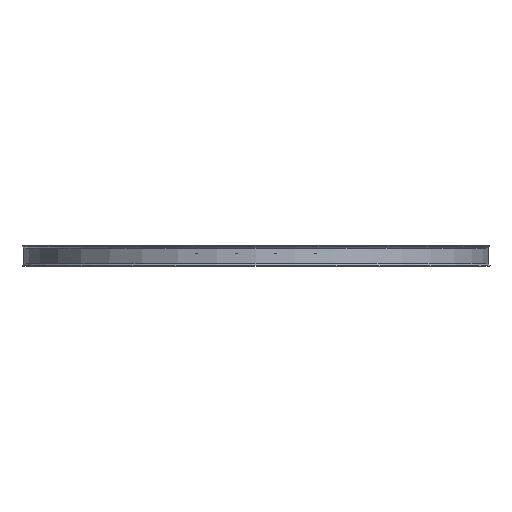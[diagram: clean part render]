
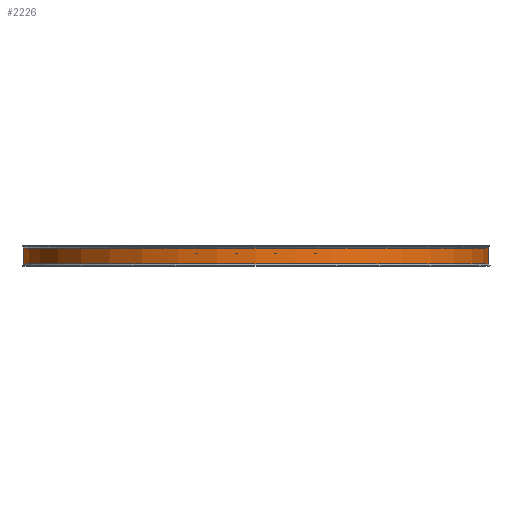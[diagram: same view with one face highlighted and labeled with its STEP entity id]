
A CAD part, front view. The second image highlights one B-rep face of the part: STEP entity #2226.
In plain terms, the highlighted cylindrical face has radius 90 mm (diameter 180 mm), a partial arc.
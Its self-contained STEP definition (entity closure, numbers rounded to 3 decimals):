
#2 = CARTESIAN_POINT ( 'NONE',  ( -6., 93.8, 5. ) ) ;
#83 = CARTESIAN_POINT ( 'NONE',  ( -6.361, 93.775, 3.031 ) ) ;
#105 = CARTESIAN_POINT ( 'NONE',  ( -6.169, 93.788, 3.193 ) ) ;
#140 = ORIENTED_EDGE ( 'NONE', *, *, #2832, .F. ) ;
#192 = CARTESIAN_POINT ( 'NONE',  ( 0., 4., -3. ) ) ;
#262 = EDGE_CURVE ( 'NONE', #836, #4783, #1462, .T. ) ;
#265 = FACE_OUTER_BOUND ( 'NONE', #5238, .T. ) ;
#276 = ORIENTED_EDGE ( 'NONE', *, *, #4995, .T. ) ;
#363 = CARTESIAN_POINT ( 'NONE',  ( 6., 93.8, 3.658 ) ) ;
#403 = ORIENTED_EDGE ( 'NONE', *, *, #3421, .F. ) ;
#404 = AXIS2_PLACEMENT_3D ( 'NONE', #192, #1909, #3898 ) ;
#443 = VECTOR ( 'NONE', #1200, 1000. ) ;
#737 = VECTOR ( 'NONE', #2707, 1000. ) ;
#767 = CARTESIAN_POINT ( 'NONE',  ( 6.224, 93.785, 3.129 ) ) ;
#796 = CARTESIAN_POINT ( 'NONE',  ( 6.169, 93.788, 3.194 ) ) ;
#832 = CARTESIAN_POINT ( 'NONE',  ( -6.526, 93.763, 3. ) ) ;
#836 = VERTEX_POINT ( 'NONE', #4117 ) ;
#841 = ORIENTED_EDGE ( 'NONE', *, *, #4047, .T. ) ;
#910 = VERTEX_POINT ( 'NONE', #1764 ) ;
#969 = CARTESIAN_POINT ( 'NONE',  ( 6., 93.8, 5. ) ) ;
#1043 = DIRECTION ( 'NONE',  ( 0., 1., 0. ) ) ;
#1083 = CARTESIAN_POINT ( 'NONE',  ( 6.36, 93.775, 3.031 ) ) ;
#1090 = DIRECTION ( 'NONE',  ( 0., 0., -1. ) ) ;
#1174 = DIRECTION ( 'NONE',  ( 0., 1., 0. ) ) ;
#1176 = CIRCLE ( 'NONE', #404, 90. ) ;
#1183 = DIRECTION ( 'NONE',  ( 0., 1., 0. ) ) ;
#1200 = DIRECTION ( 'NONE',  ( 0., 0., -1. ) ) ;
#1238 = CARTESIAN_POINT ( 'NONE',  ( -6., 93.8, -3. ) ) ;
#1291 = CARTESIAN_POINT ( 'NONE',  ( -6.441, 93.769, 3. ) ) ;
#1316 = CARTESIAN_POINT ( 'NONE',  ( -6.04, 93.797, 3.408 ) ) ;
#1430 = VECTOR ( 'NONE', #4641, 1000. ) ;
#1438 = CARTESIAN_POINT ( 'NONE',  ( -6., 93.8, 3.5 ) ) ;
#1462 = CIRCLE ( 'NONE', #4468, 90. ) ;
#1576 = CARTESIAN_POINT ( 'NONE',  ( 6.083, 93.794, 3.336 ) ) ;
#1638 = CARTESIAN_POINT ( 'NONE',  ( -6., 93.8, 3.574 ) ) ;
#1639 = CARTESIAN_POINT ( 'NONE',  ( 0., 4., 3. ) ) ;
#1669 = ORIENTED_EDGE ( 'NONE', *, *, #2101, .F. ) ;
#1743 = LINE ( 'NONE', #969, #1430 ) ;
#1764 = CARTESIAN_POINT ( 'NONE',  ( 6.526, 93.763, 3. ) ) ;
#1858 = CIRCLE ( 'NONE', #2120, 90. ) ;
#1909 = DIRECTION ( 'NONE',  ( 0., 0., -1. ) ) ;
#1915 = LINE ( 'NONE', #1943, #443 ) ;
#1930 = ORIENTED_EDGE ( 'NONE', *, *, #2459, .F. ) ;
#1943 = CARTESIAN_POINT ( 'NONE',  ( -6., 93.8, 5. ) ) ;
#2000 = CARTESIAN_POINT ( 'NONE',  ( 6.052, 93.796, 3.415 ) ) ;
#2101 = EDGE_CURVE ( 'NONE', #3704, #3100, #1743, .T. ) ;
#2120 = AXIS2_PLACEMENT_3D ( 'NONE', #4370, #1090, #1174 ) ;
#2131 = ORIENTED_EDGE ( 'NONE', *, *, #4039, .T. ) ;
#2195 = CARTESIAN_POINT ( 'NONE',  ( 6., 93.8, 3.742 ) ) ;
#2226 = ADVANCED_FACE ( 'NONE', ( #265 ), #2332, .T. ) ;
#2243 = LINE ( 'NONE', #5064, #737 ) ;
#2256 = ORIENTED_EDGE ( 'NONE', *, *, #2365, .T. ) ;
#2332 = CYLINDRICAL_SURFACE ( 'NONE', #2812, 90. ) ;
#2365 = EDGE_CURVE ( 'NONE', #910, #836, #3501, .T. ) ;
#2390 = DIRECTION ( 'NONE',  ( 0., 0., -1. ) ) ;
#2437 = CARTESIAN_POINT ( 'NONE',  ( 6.526, 93.763, 3. ) ) ;
#2459 = EDGE_CURVE ( 'NONE', #3747, #3860, #1858, .T. ) ;
#2524 = DIRECTION ( 'NONE',  ( 0., 0., -1. ) ) ;
#2663 = DIRECTION ( 'NONE',  ( 0., 0., -1. ) ) ;
#2688 = CARTESIAN_POINT ( 'NONE',  ( 0., 4., 3. ) ) ;
#2698 = B_SPLINE_CURVE_WITH_KNOTS ( 'NONE', 3,
 ( #832, #1291, #83, #4942, #105, #1316, #1638, #2880 ),
 .UNSPECIFIED., .F., .F.,
 ( 4, 2, 2, 4 ),
 ( 0., 0., 0., 0.001 ),
 .UNSPECIFIED. ) ;
#2707 = DIRECTION ( 'NONE',  ( 0., 0., -1. ) ) ;
#2812 = AXIS2_PLACEMENT_3D ( 'NONE', #3974, #2390, #1043 ) ;
#2817 = AXIS2_PLACEMENT_3D ( 'NONE', #1639, #2524, #1183 ) ;
#2832 = EDGE_CURVE ( 'NONE', #3100, #3747, #1176, .T. ) ;
#2880 = CARTESIAN_POINT ( 'NONE',  ( -6., 93.8, 3.742 ) ) ;
#2923 = VERTEX_POINT ( 'NONE', #2195 ) ;
#3100 = VERTEX_POINT ( 'NONE', #4720 ) ;
#3283 = DIRECTION ( 'NONE',  ( 0., 0., -1. ) ) ;
#3317 = VERTEX_POINT ( 'NONE', #4636 ) ;
#3421 = EDGE_CURVE ( 'NONE', #2923, #3704, #2243, .T. ) ;
#3501 = CIRCLE ( 'NONE', #2817, 90. ) ;
#3567 = CARTESIAN_POINT ( 'NONE',  ( 6.441, 93.769, 3. ) ) ;
#3621 = CARTESIAN_POINT ( 'NONE',  ( 6., 93.8, 3.742 ) ) ;
#3704 = VERTEX_POINT ( 'NONE', #5261 ) ;
#3747 = VERTEX_POINT ( 'NONE', #4108 ) ;
#3860 = VERTEX_POINT ( 'NONE', #1238 ) ;
#3887 = CARTESIAN_POINT ( 'NONE',  ( -6.526, 93.763, 3. ) ) ;
#3898 = DIRECTION ( 'NONE',  ( 0., 1., 0. ) ) ;
#3922 = B_SPLINE_CURVE_WITH_KNOTS ( 'NONE', 3,
 ( #3621, #363, #4877, #2000, #1576, #796, #767, #1083, #3567, #2437 ),
 .UNSPECIFIED., .F., .F.,
 ( 4, 2, 2, 2, 4 ),
 ( 0., 0., 0., 0.001, 0.001 ),
 .UNSPECIFIED. ) ;
#3928 = ORIENTED_EDGE ( 'NONE', *, *, #4585, .T. ) ;
#3974 = CARTESIAN_POINT ( 'NONE',  ( 0., 4., 1. ) ) ;
#4039 = EDGE_CURVE ( 'NONE', #2923, #910, #3922, .T. ) ;
#4047 = EDGE_CURVE ( 'NONE', #3317, #5208, #1915, .T. ) ;
#4108 = CARTESIAN_POINT ( 'NONE',  ( 0., -86., -3. ) ) ;
#4117 = CARTESIAN_POINT ( 'NONE',  ( 0., -86., 3. ) ) ;
#4251 = DIRECTION ( 'NONE',  ( 0., 1., 0. ) ) ;
#4370 = CARTESIAN_POINT ( 'NONE',  ( 0., 4., -3. ) ) ;
#4468 = AXIS2_PLACEMENT_3D ( 'NONE', #2688, #2663, #4251 ) ;
#4558 = LINE ( 'NONE', #2, #4733 ) ;
#4585 = EDGE_CURVE ( 'NONE', #4783, #3317, #2698, .T. ) ;
#4636 = CARTESIAN_POINT ( 'NONE',  ( -6., 93.8, 3.742 ) ) ;
#4641 = DIRECTION ( 'NONE',  ( 0., 0., -1. ) ) ;
#4720 = CARTESIAN_POINT ( 'NONE',  ( 6., 93.8, -3. ) ) ;
#4733 = VECTOR ( 'NONE', #3283, 1000. ) ;
#4783 = VERTEX_POINT ( 'NONE', #3887 ) ;
#4877 = CARTESIAN_POINT ( 'NONE',  ( 6.01, 93.799, 3.576 ) ) ;
#4942 = CARTESIAN_POINT ( 'NONE',  ( -6.224, 93.785, 3.128 ) ) ;
#4959 = ORIENTED_EDGE ( 'NONE', *, *, #262, .T. ) ;
#4995 = EDGE_CURVE ( 'NONE', #5208, #3860, #4558, .T. ) ;
#5064 = CARTESIAN_POINT ( 'NONE',  ( 6., 93.8, 5. ) ) ;
#5208 = VERTEX_POINT ( 'NONE', #1438 ) ;
#5238 = EDGE_LOOP ( 'NONE', ( #403, #2131, #2256, #4959, #3928, #841, #276, #1930, #140, #1669 ) ) ;
#5261 = CARTESIAN_POINT ( 'NONE',  ( 6., 93.8, 3.5 ) ) ;
